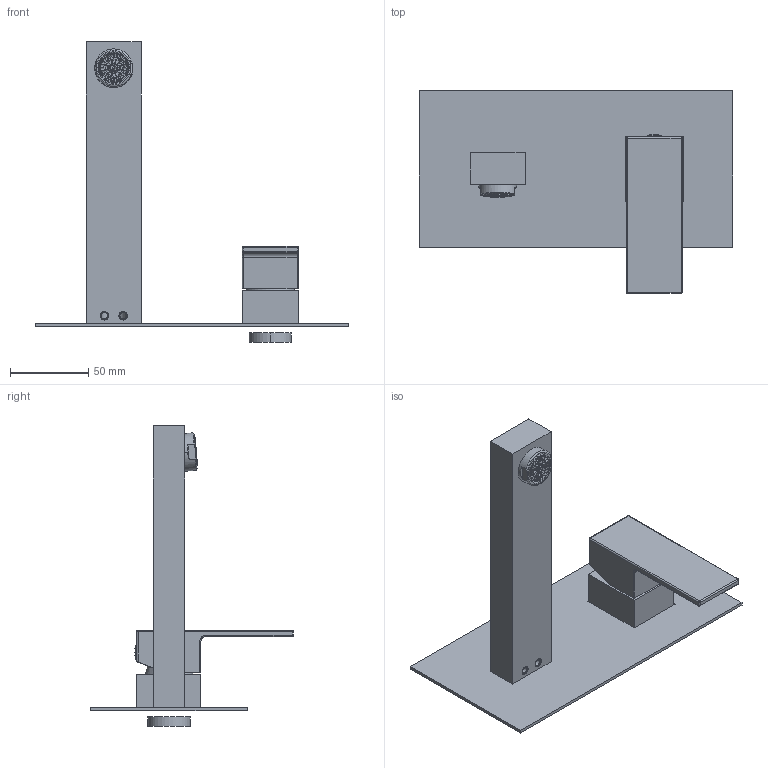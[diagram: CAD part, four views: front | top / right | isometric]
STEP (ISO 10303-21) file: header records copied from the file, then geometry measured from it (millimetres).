
FILE_DESCRIPTION((''),'2;1');
FILE_NAME('AQDR230','2023-04-26T13:52:22',('michelaferrini'),(''),'CREO PARAMETRIC BY PTC INC, 2022164','CREO PARAMETRIC BY PTC INC, 2022164','');
FILE_SCHEMA(('CONFIG_CONTROL_DESIGN'));
Length unit declared in the file: millimetre
Products named in the file (10): SINMAA0015_AF0; SBIMAC0006_AF0; SCCMAC0016; AQDR005C001; SPLMAC0001; AQDR230C002_AF0; AQDR230C001; SARMAC0022; SARMAC0014; AQDR230
Assembly tree (9 placements, depth 2):
  AQDR230
    SINMAA0015_AF0
    SBIMAC0006_AF0
    SCCMAC0016
    AQDR005C001
    SPLMAC0001
    AQDR230C002_AF0
    AQDR230C001
    SARMAC0022
    SARMAC0014
Bounding box: 200 x 129.5 x 191.86 mm (x, y, z)
Volume: 176054.1 mm3; surface area: 101618.6 mm2
Topology: 8 solids, 17 shells, 622 faces, 1686 edges, 1068 vertices
Faces by surface type: plane 360, cylinder 136, cone 65, bspline 29, torus 20, sphere 12
Entity records: 22594 total; most frequent: CARTESIAN_POINT 6531, DIRECTION 3306, ORIENTED_EDGE 3300, EDGE_CURVE 1672, AXIS2_PLACEMENT_3D 1201, VERTEX_POINT 1068, VECTOR 904, LINE 904
